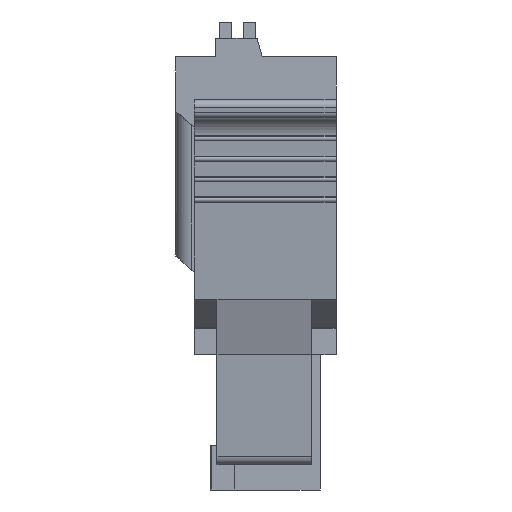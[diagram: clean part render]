
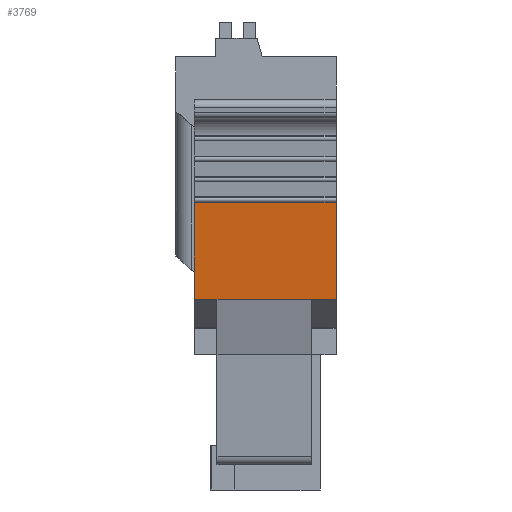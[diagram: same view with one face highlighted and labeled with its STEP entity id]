
A CAD part, left-side view. The second image highlights one B-rep face of the part: STEP entity #3769.
In plain terms, the highlighted planar face has unit normal (-0.995, 0, -0.101).
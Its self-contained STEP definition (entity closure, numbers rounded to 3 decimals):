
#3769 = ADVANCED_FACE( '', ( #7750 ), #7751, .F. );
#7750 = FACE_OUTER_BOUND( '', #12019, .T. );
#7751 = PLANE( '', #12020 );
#12019 = EDGE_LOOP( '', ( #23130, #23131, #23132, #23133, #23134, #23135 ) );
#12020 = AXIS2_PLACEMENT_3D( '', #23136, #23137, #23138 );
#23130 = ORIENTED_EDGE( '', *, *, #31592, .F. );
#23131 = ORIENTED_EDGE( '', *, *, #31593, .T. );
#23132 = ORIENTED_EDGE( '', *, *, #28479, .T. );
#23133 = ORIENTED_EDGE( '', *, *, #31594, .F. );
#23134 = ORIENTED_EDGE( '', *, *, #27795, .T. );
#23135 = ORIENTED_EDGE( '', *, *, #27849, .F. );
#23136 = CARTESIAN_POINT( '', ( -19.555, -2.7, 3.415 ) );
#23137 = DIRECTION( '', ( 0.995, 0., 0.101 ) );
#23138 = DIRECTION( '', ( 0.101, 0., -0.995 ) );
#27795 = EDGE_CURVE( '', #34038, #34042, #34044, .T. );
#27849 = EDGE_CURVE( '', #34135, #34042, #34137, .T. );
#28479 = EDGE_CURVE( '', #35229, #35227, #35230, .T. );
#31592 = EDGE_CURVE( '', #39685, #34135, #39686, .T. );
#31593 = EDGE_CURVE( '', #39685, #35229, #39687, .T. );
#31594 = EDGE_CURVE( '', #34038, #35227, #39688, .T. );
#34038 = VERTEX_POINT( '', #42918 );
#34042 = VERTEX_POINT( '', #42924 );
#34044 = LINE( '', #42927, #42928 );
#34135 = VERTEX_POINT( '', #43055 );
#34137 = LINE( '', #43058, #43059 );
#35227 = VERTEX_POINT( '', #44659 );
#35229 = VERTEX_POINT( '', #44662 );
#35230 = LINE( '', #44663, #44664 );
#39685 = VERTEX_POINT( '', #51167 );
#39686 = LINE( '', #51168, #51169 );
#39687 = LINE( '', #51170, #51171 );
#39688 = LINE( '', #51172, #51173 );
#42918 = CARTESIAN_POINT( '', ( -18.745, -2.7, -4.561 ) );
#42924 = CARTESIAN_POINT( '', ( -18.745, -3.9, -4.561 ) );
#42927 = CARTESIAN_POINT( '', ( -18.745, 3., -4.561 ) );
#42928 = VECTOR( '', #53281, 1000. );
#43055 = CARTESIAN_POINT( '', ( -19.229, -3.9, 0.202 ) );
#43058 = CARTESIAN_POINT( '', ( -19.555, -3.9, 3.415 ) );
#43059 = VECTOR( '', #53352, 1000. );
#44659 = CARTESIAN_POINT( '', ( -18.745, 1.9, -4.561 ) );
#44662 = CARTESIAN_POINT( '', ( -18.745, 3., -4.561 ) );
#44663 = CARTESIAN_POINT( '', ( -18.745, 3., -4.561 ) );
#44664 = VECTOR( '', #54016, 1000. );
#51167 = CARTESIAN_POINT( '', ( -19.229, 3., 0.202 ) );
#51168 = CARTESIAN_POINT( '', ( -19.229, 3., 0.202 ) );
#51169 = VECTOR( '', #56981, 1000. );
#51170 = CARTESIAN_POINT( '', ( -19.555, 3., 3.415 ) );
#51171 = VECTOR( '', #56982, 1000. );
#51172 = CARTESIAN_POINT( '', ( -18.745, -2.7, -4.561 ) );
#51173 = VECTOR( '', #56983, 1000. );
#53281 = DIRECTION( '', ( 0., -1., 0. ) );
#53352 = DIRECTION( '', ( 0.101, 0., -0.995 ) );
#54016 = DIRECTION( '', ( 0., -1., 0. ) );
#56981 = DIRECTION( '', ( 0., -1., 0. ) );
#56982 = DIRECTION( '', ( 0.101, 0., -0.995 ) );
#56983 = DIRECTION( '', ( 0., 1., 0. ) );
